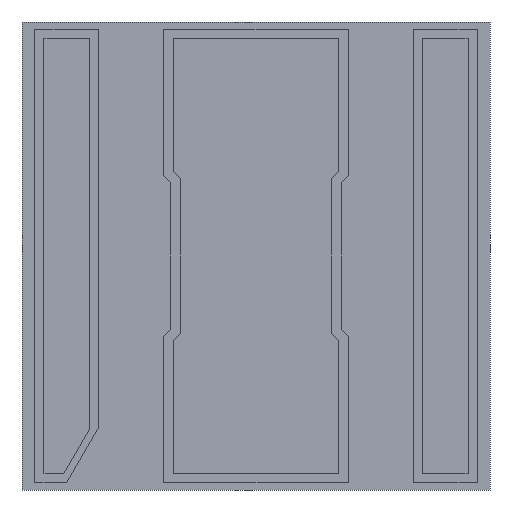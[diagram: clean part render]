
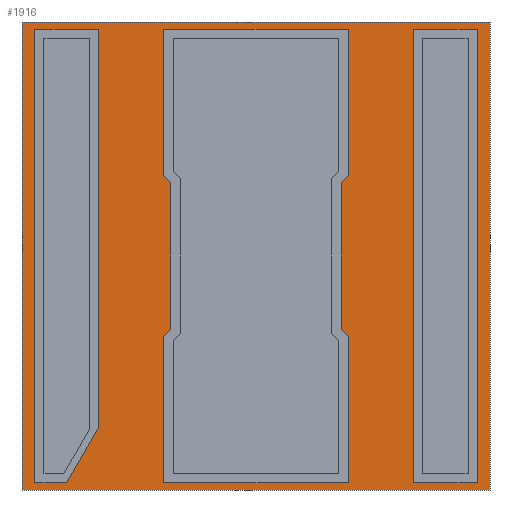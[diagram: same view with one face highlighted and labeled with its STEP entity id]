
A CAD part, front view. The second image highlights one B-rep face of the part: STEP entity #1916.
In plain terms, the highlighted planar face has unit normal (0, -1, 0).
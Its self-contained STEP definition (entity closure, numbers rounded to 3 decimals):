
#103 = VERTEX_POINT ( 'NONE', #1936 ) ;
#107 = LINE ( 'NONE', #1957, #2086 ) ;
#113 = AXIS2_PLACEMENT_3D ( 'NONE', #795, #126, #310 ) ;
#114 = EDGE_CURVE ( 'NONE', #459, #103, #107, .T. ) ;
#123 = EDGE_CURVE ( 'NONE', #1783, #367, #933, .T. ) ;
#126 = DIRECTION ( 'NONE',  ( 0., 1., 0. ) ) ;
#130 = CARTESIAN_POINT ( 'NONE',  ( -1.65, 0.2, -1.65 ) ) ;
#142 = DIRECTION ( 'NONE',  ( 0., 0., -1. ) ) ;
#310 = DIRECTION ( 'NONE',  ( 0., 0., 1. ) ) ;
#358 = ORIENTED_EDGE ( 'NONE', *, *, #500, .T. ) ;
#367 = VERTEX_POINT ( 'NONE', #1066 ) ;
#441 = DIRECTION ( 'NONE',  ( -1., 0., 0. ) ) ;
#459 = VERTEX_POINT ( 'NONE', #921 ) ;
#484 = VECTOR ( 'NONE', #1841, 1000. ) ;
#492 = ORIENTED_EDGE ( 'NONE', *, *, #1380, .T. ) ;
#500 = EDGE_CURVE ( 'NONE', #367, #459, #1268, .T. ) ;
#648 = LINE ( 'NONE', #994, #484 ) ;
#689 = CARTESIAN_POINT ( 'NONE',  ( 1.65, 0.2, 1.65 ) ) ;
#795 = CARTESIAN_POINT ( 'NONE',  ( 0., 0.2, 0. ) ) ;
#801 = DIRECTION ( 'NONE',  ( 1., 0., 0. ) ) ;
#921 = CARTESIAN_POINT ( 'NONE',  ( -1.65, 0.2, -1.65 ) ) ;
#933 = LINE ( 'NONE', #956, #1423 ) ;
#956 = CARTESIAN_POINT ( 'NONE',  ( -1.65, 0.2, 1.65 ) ) ;
#994 = CARTESIAN_POINT ( 'NONE',  ( 1.65, 0.2, -1.65 ) ) ;
#1066 = CARTESIAN_POINT ( 'NONE',  ( -1.65, 0.2, 1.65 ) ) ;
#1268 = LINE ( 'NONE', #130, #1711 ) ;
#1380 = EDGE_CURVE ( 'NONE', #103, #1783, #648, .T. ) ;
#1423 = VECTOR ( 'NONE', #441, 1000. ) ;
#1441 = PLANE ( 'NONE',  #113 ) ;
#1580 = FACE_OUTER_BOUND ( 'NONE', #1954, .T. ) ;
#1711 = VECTOR ( 'NONE', #142, 1000. ) ;
#1783 = VERTEX_POINT ( 'NONE', #689 ) ;
#1824 = ORIENTED_EDGE ( 'NONE', *, *, #114, .T. ) ;
#1841 = DIRECTION ( 'NONE',  ( 0., 0., 1. ) ) ;
#1916 = ADVANCED_FACE ( 'NONE', ( #1580 ), #1441, .F. ) ;
#1936 = CARTESIAN_POINT ( 'NONE',  ( 1.65, 0.2, -1.65 ) ) ;
#1954 = EDGE_LOOP ( 'NONE', ( #492, #2107, #358, #1824 ) ) ;
#1957 = CARTESIAN_POINT ( 'NONE',  ( -1.65, 0.2, -1.65 ) ) ;
#2086 = VECTOR ( 'NONE', #801, 1000. ) ;
#2107 = ORIENTED_EDGE ( 'NONE', *, *, #123, .T. ) ;
